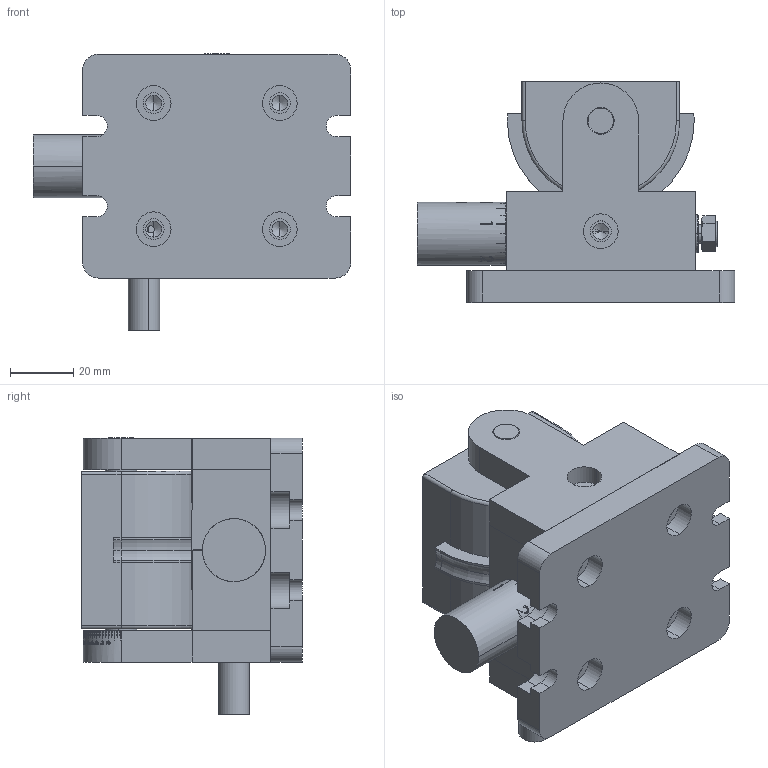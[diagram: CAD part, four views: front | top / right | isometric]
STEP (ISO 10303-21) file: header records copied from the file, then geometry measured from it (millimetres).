
FILE_DESCRIPTION (( 'STEP AP203' ), '1' );
FILE_NAME ('05APT-1.STEP', '2016-04-19T06:31:39', ( '' ), ( '' ), 'SwSTEP 2.0', 'SolidWorks 2016', '' );
FILE_SCHEMA (( 'CONFIG_CONTROL_DESIGN' ));
Length unit declared in the file: millimetre
Products named in the file (1): 05APT-1
Bounding box: 100.7 x 70 x 87.6 mm (x, y, z)
Volume: 252627.6 mm3; surface area: 78347.2 mm2
Topology: 19 solids, 19 shells, 2289 faces, 6094 edges, 3993 vertices
Faces by surface type: plane 1029, bspline 846, cylinder 306, cone 68, torus 40
Entity records: 115595 total; most frequent: CARTESIAN_POINT 64414, ORIENTED_EDGE 12144, DIRECTION 7760, EDGE_CURVE 6072, VERTEX_POINT 3993, VECTOR 3158, LINE 3158, EDGE_LOOP 2515
